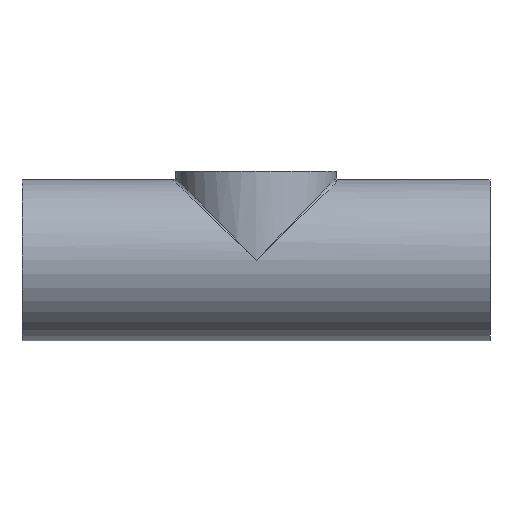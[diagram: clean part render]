
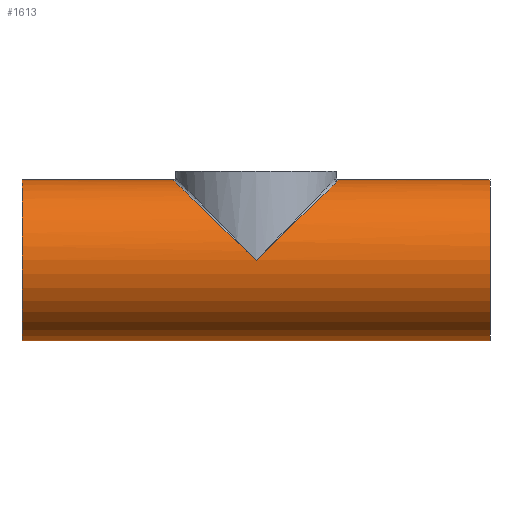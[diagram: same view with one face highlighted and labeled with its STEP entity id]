
A CAD part, front view. The second image highlights one B-rep face of the part: STEP entity #1613.
In plain terms, the highlighted cylindrical face has radius 64.5 mm (diameter 129 mm), a full revolution.
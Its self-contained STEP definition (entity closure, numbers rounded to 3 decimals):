
#1259=CARTESIAN_POINT('',(0.0,64.5,0.0));
#1260=VERTEX_POINT('',#1259);
#1261=CARTESIAN_POINT('',(0.0,-64.5,0.0));
#1262=VERTEX_POINT('',#1261);
#1263=CARTESIAN_POINT('',(0.0,0.0,0.0));
#1264=DIRECTION('',(0.696,0.0,0.718));
#1265=DIRECTION('',(-0.718,0.0,0.696));
#1266=AXIS2_PLACEMENT_3D('',#1263,#1264,#1265);
#1267=ELLIPSE('',#1266,92.642,64.5);
#1268=EDGE_CURVE('',#1260,#1262,#1267,.T.);
#1511=CARTESIAN_POINT('',(0.0,0.0,0.0));
#1512=DIRECTION('',(-0.696,0.0,0.718));
#1513=DIRECTION('',(0.718,0.0,0.696));
#1514=AXIS2_PLACEMENT_3D('',#1511,#1512,#1513);
#1515=ELLIPSE('',#1514,92.642,64.5);
#1516=EDGE_CURVE('',#1262,#1260,#1515,.T.);
#1582=CARTESIAN_POINT('',(0.0,0.0,0.0));
#1583=DIRECTION('',(-1.0,0.0,0.0));
#1584=DIRECTION('',(0.0,-1.0,0.0));
#1585=AXIS2_PLACEMENT_3D('',#1582,#1583,#1584);
#1586=CYLINDRICAL_SURFACE('',#1585,64.5);
#1587=CARTESIAN_POINT('',(-187.5,-64.5,0.0));
#1588=VERTEX_POINT('',#1587);
#1589=CARTESIAN_POINT('',(-187.5,0.0,0.0));
#1590=DIRECTION('',(-1.0,0.0,0.0));
#1591=DIRECTION('',(0.0,-1.0,0.0));
#1592=AXIS2_PLACEMENT_3D('',#1589,#1590,#1591);
#1593=CIRCLE('',#1592,64.5);
#1594=EDGE_CURVE('',#1588,#1588,#1593,.T.);
#1595=ORIENTED_EDGE('',*,*,#1594,.F.);
#1596=EDGE_LOOP('',(#1595));
#1597=FACE_OUTER_BOUND('',#1596,.T.);
#1598=ORIENTED_EDGE('',*,*,#1268,.F.);
#1599=ORIENTED_EDGE('',*,*,#1516,.F.);
#1600=EDGE_LOOP('',(#1598,#1599));
#1601=FACE_BOUND('',#1600,.T.);
#1602=CARTESIAN_POINT('',(187.5,-64.5,0.0));
#1603=VERTEX_POINT('',#1602);
#1604=CARTESIAN_POINT('',(187.5,0.0,0.0));
#1605=DIRECTION('',(-1.0,0.0,0.0));
#1606=DIRECTION('',(0.0,-1.0,0.0));
#1607=AXIS2_PLACEMENT_3D('',#1604,#1605,#1606);
#1608=CIRCLE('',#1607,64.5);
#1609=EDGE_CURVE('',#1603,#1603,#1608,.T.);
#1610=ORIENTED_EDGE('',*,*,#1609,.T.);
#1611=EDGE_LOOP('',(#1610));
#1612=FACE_BOUND('',#1611,.T.);
#1613=ADVANCED_FACE('',(#1597,#1601,#1612),#1586,.T.);
